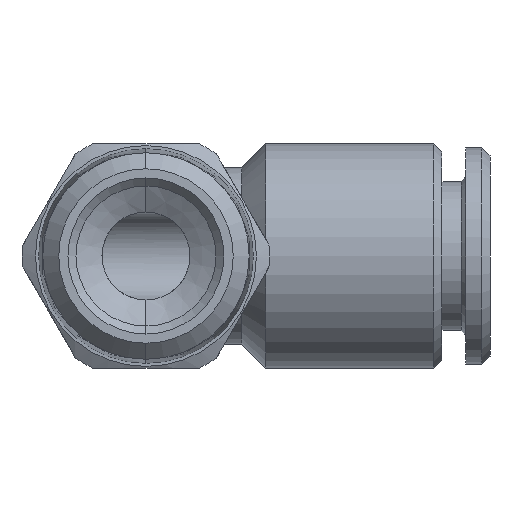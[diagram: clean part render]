
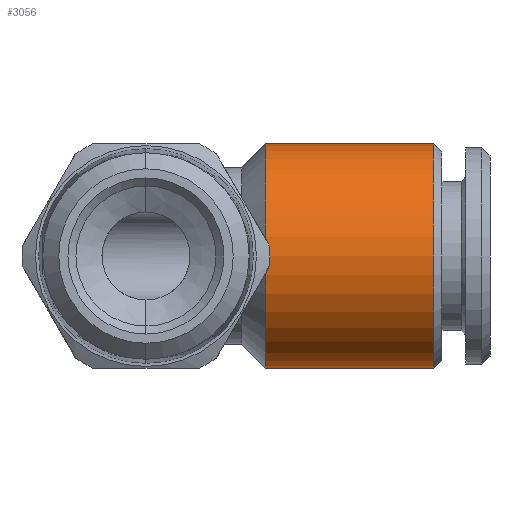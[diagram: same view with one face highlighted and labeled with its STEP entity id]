
A CAD part, front view. The second image highlights one B-rep face of the part: STEP entity #3056.
In plain terms, the highlighted cylindrical face has radius 7 mm (diameter 14 mm), a partial arc.
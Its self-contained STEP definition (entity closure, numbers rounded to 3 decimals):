
#1687 = AXIS2_PLACEMENT_3D ( 'NONE', #1691, #1693, #1692 ) ;
#1691 = CARTESIAN_POINT ( 'NONE',  ( 18., 0., 0. ) ) ;
#1692 = DIRECTION ( 'NONE',  ( 0., 0., 1. ) ) ;
#1693 = DIRECTION ( 'NONE',  ( -1., 0., 0. ) ) ;
#1694 = CIRCLE ( 'NONE', #1687, 7. ) ;
#1815 = CARTESIAN_POINT ( 'NONE',  ( 7.5, 0., 7. ) ) ;
#1966 = LINE ( 'NONE', #1991, #1990 ) ;
#1987 = DIRECTION ( 'NONE',  ( -1., 0., 0. ) ) ;
#1990 = VECTOR ( 'NONE', #1987, 1000. ) ;
#1991 = CARTESIAN_POINT ( 'NONE',  ( -3.45, 0., 7. ) ) ;
#2018 = CARTESIAN_POINT ( 'NONE',  ( 18., 0., -7. ) ) ;
#2019 = CARTESIAN_POINT ( 'NONE',  ( 18., 0., 7. ) ) ;
#2053 = VECTOR ( 'NONE', #2054, 1000. ) ;
#2054 = DIRECTION ( 'NONE',  ( -1., 0., 0. ) ) ;
#2055 = CARTESIAN_POINT ( 'NONE',  ( -3.45, 0., -7. ) ) ;
#2056 = LINE ( 'NONE', #2055, #2053 ) ;
#2063 = CARTESIAN_POINT ( 'NONE',  ( 7.5, 0., -7. ) ) ;
#2180 = DIRECTION ( 'NONE',  ( 0., 0., 1. ) ) ;
#2181 = DIRECTION ( 'NONE',  ( -1., 0., 0. ) ) ;
#2185 = CARTESIAN_POINT ( 'NONE',  ( 7.5, 0., 0. ) ) ;
#2186 = CIRCLE ( 'NONE', #2189, 7. ) ;
#2189 = AXIS2_PLACEMENT_3D ( 'NONE', #2185, #2181, #2180 ) ;
#2253 = AXIS2_PLACEMENT_3D ( 'NONE', #2271, #2256, #2283 ) ;
#2256 = DIRECTION ( 'NONE',  ( -1., 0., 0. ) ) ;
#2258 = FACE_OUTER_BOUND ( 'NONE', #3110, .T. ) ;
#2271 = CARTESIAN_POINT ( 'NONE',  ( -3.45, 0., 0. ) ) ;
#2283 = DIRECTION ( 'NONE',  ( 0., 0., 1. ) ) ;
#2291 = CYLINDRICAL_SURFACE ( 'NONE', #2253, 7. ) ;
#2864 = VERTEX_POINT ( 'NONE', #1815 ) ;
#2885 = EDGE_CURVE ( 'NONE', #2911, #2864, #1966, .T. ) ;
#2911 = VERTEX_POINT ( 'NONE', #2019 ) ;
#2912 = VERTEX_POINT ( 'NONE', #2018 ) ;
#2924 = EDGE_CURVE ( 'NONE', #2912, #2925, #2056, .T. ) ;
#2925 = VERTEX_POINT ( 'NONE', #2063 ) ;
#3030 = EDGE_CURVE ( 'NONE', #2925, #2864, #2186, .T. ) ;
#3056 = ADVANCED_FACE ( 'NONE', ( #2258 ), #2291, .T. ) ;
#3057 = ORIENTED_EDGE ( 'NONE', *, *, #2885, .T. ) ;
#3073 = ORIENTED_EDGE ( 'NONE', *, *, #3030, .F. ) ;
#3102 = ORIENTED_EDGE ( 'NONE', *, *, #3104, .T. ) ;
#3104 = EDGE_CURVE ( 'NONE', #2912, #2911, #1694, .T. ) ;
#3110 = EDGE_LOOP ( 'NONE', ( #3111, #3102, #3057, #3073 ) ) ;
#3111 = ORIENTED_EDGE ( 'NONE', *, *, #2924, .F. ) ;
